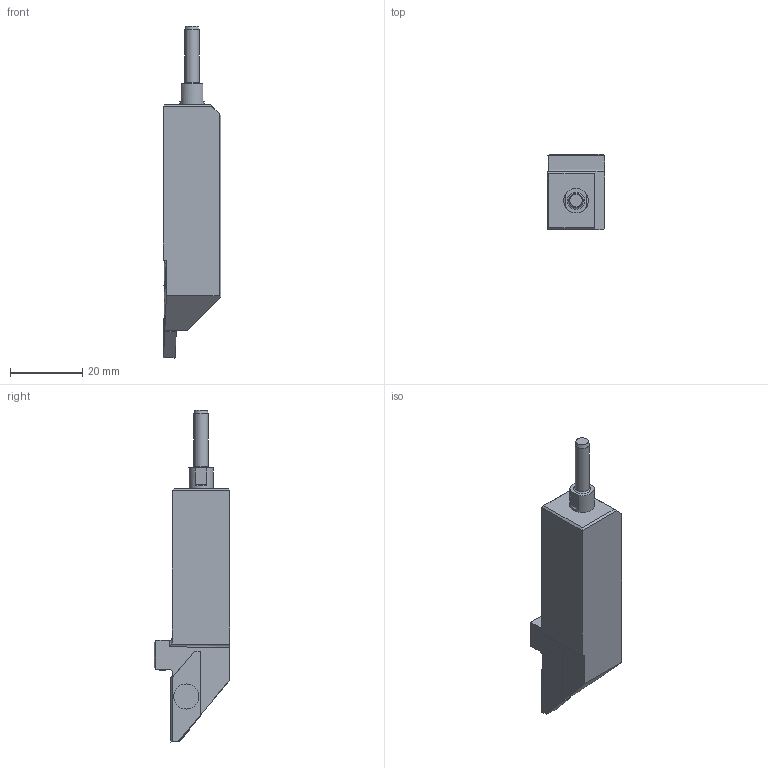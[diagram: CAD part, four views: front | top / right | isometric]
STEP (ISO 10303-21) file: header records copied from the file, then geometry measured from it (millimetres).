
FILE_DESCRIPTION(/* description */ (''),/* implementation_level */ '2;1');
FILE_NAME(/* name */ '1676543730383.stp',/* time_stamp */ '2023-02-16T16:05:44+06:00',/* author */ (''),/* organization */ ('SMS'),/* preprocessor_version */ 'ST-DEVELOPER v16.7',/* originating_system */ 'SIEMENS PLM Software NX 12.0',/* authorisation */ '');
FILE_SCHEMA (('AUTOMOTIVE_DESIGN { 1 0 10303 214 3 1 1 1 }'));
Length unit declared in the file: millimetre
Products named in the file (4): ASSEMBLY_CONSTRUCTION; CUT; 204556350mod000_00; 204556352mod000_00
Assembly tree (3 placements, depth 2):
  204556352mod000_00
    204556350mod000_00
    CUT
    ASSEMBLY_CONSTRUCTION
Bounding box: 15.97 x 21 x 91.83 mm (x, y, z)
Volume: 15732.8 mm3; surface area: 5289.9 mm2
Topology: 2 solids, 3 shells, 80 faces, 201 edges, 139 vertices
Faces by surface type: plane 52, cylinder 14, cone 10, bspline 3, torus 1
Full cylindrical faces by diameter (mm): 3.95 x1, 4.9 x2, 6.75 x1
Entity records: 3804 total; most frequent: CARTESIAN_POINT 1762, DIRECTION 387, ORIENTED_EDGE 376, EDGE_CURVE 188, AXIS2_PLACEMENT_3D 133, VERTEX_POINT 129, LINE 121, VECTOR 121
